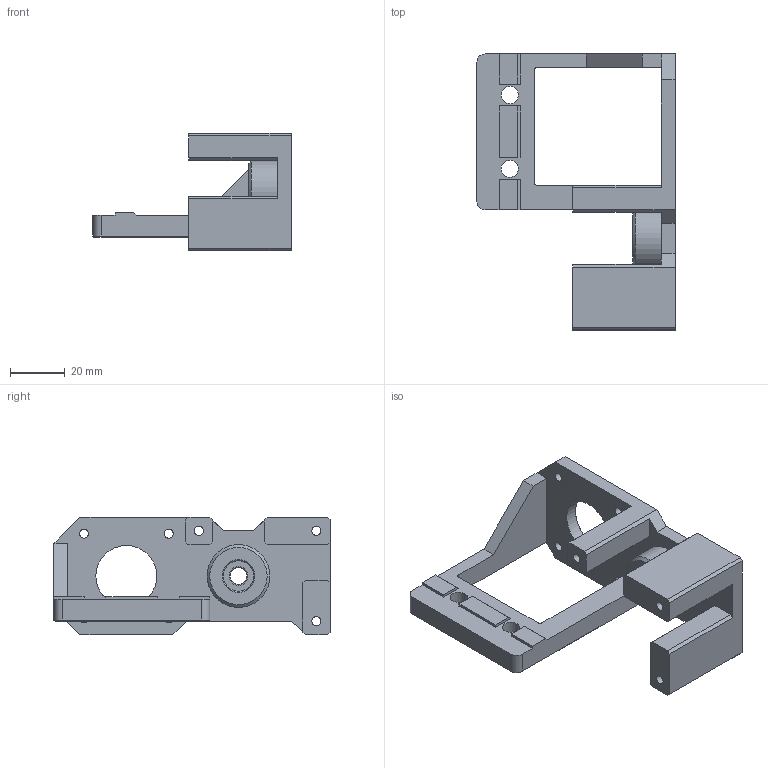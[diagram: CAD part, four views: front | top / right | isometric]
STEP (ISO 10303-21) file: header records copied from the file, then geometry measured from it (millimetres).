
FILE_DESCRIPTION(('FreeCAD Model'),'2;1');
FILE_NAME('Open CASCADE Shape Model','2021-08-31T18:10:11',('Author'),( ''),'Open CASCADE STEP processor 7.4','FreeCAD','Unknown');
FILE_SCHEMA(('AUTOMOTIVE_DESIGN { 1 0 10303 214 1 1 1 1 }'));
Length unit declared in the file: millimetre
Products named in the file (1): z-motor-plate-r004_(Mirror_#1)001
Bounding box: 72.5 x 101 x 43 mm (x, y, z)
Volume: 54003.9 mm3; surface area: 23467.6 mm2
Topology: 1 solids, 1 shells, 85 faces, 242 edges, 160 vertices
Faces by surface type: plane 61, cylinder 17, cone 7
Full cylindrical faces by diameter (mm): 3.3 x7, 6 x1, 6.3 x2, 11.1 x1, 22.3 x1, 23 x1
Entity records: 6069 total; most frequent: CARTESIAN_POINT 1176, DIRECTION 911, LINE 639, VECTOR 639, ORIENTED_EDGE 484, PCURVE 484, DEFINITIONAL_REPRESENTATION 484, EDGE_CURVE 242
